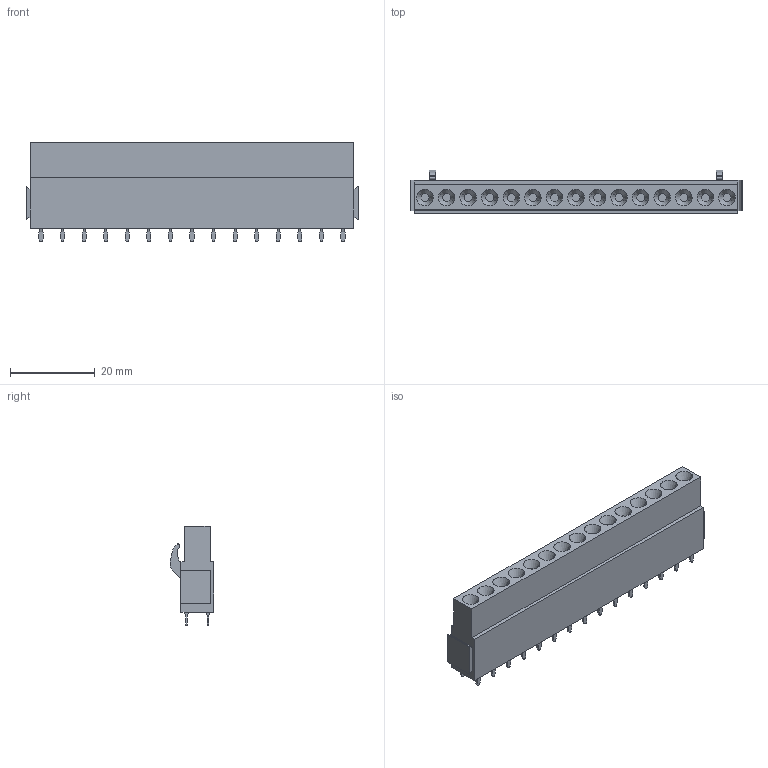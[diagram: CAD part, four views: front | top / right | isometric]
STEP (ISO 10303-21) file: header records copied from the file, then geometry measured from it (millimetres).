
FILE_DESCRIPTION(('CATIA V5 STEP Exchange','CAx-IF Rec.Pracs.--- Model Styling and Organization---1.2---2011-12-15'),'2;1');
FILE_NAME ('D1454390_0', '2018-09-01T02:56:54+00:00', ('none'), ('Weidmueller'), 'CATIA Version 5-6 Release 2014', 'CATIA V5 STEP AP214', 'none');
FILE_SCHEMA(('AUTOMOTIVE_DESIGN { 1 0 10303 214 1 1 1 1 }'));
Length unit declared in the file: millimetre
Products named in the file (1): 1682860000
Bounding box: 78.2 x 10.28 x 23.45 mm (x, y, z)
Volume: 10812.3 mm3; surface area: 5240.2 mm2
Topology: 31 solids, 31 shells, 771 faces, 1832 edges, 1170 vertices
Faces by surface type: plane 637, cylinder 104, cone 30
Entity records: 20248 total; most frequent: ORIENTED_EDGE 3664, CARTESIAN_POINT 3513, DIRECTION 2852, EDGE_CURVE 1832, VECTOR 1564, LINE 1564, VERTEX_POINT 1170, EDGE_LOOP 818
